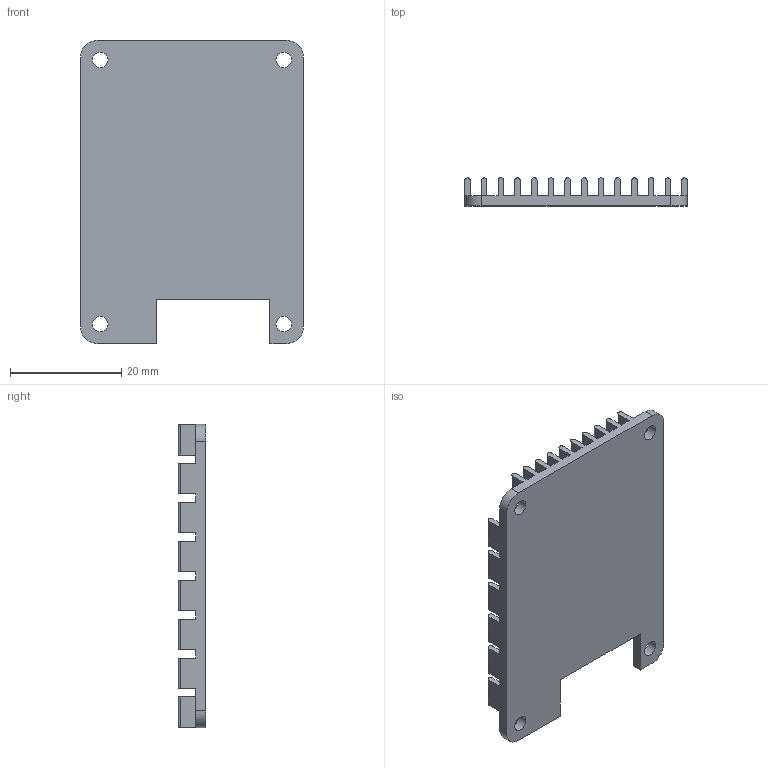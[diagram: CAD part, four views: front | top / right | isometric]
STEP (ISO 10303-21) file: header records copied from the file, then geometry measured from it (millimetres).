
FILE_DESCRIPTION (( 'STEP AP214' ), '1' );
FILE_NAME ('RPI-CM4-HEATSINK-40x54_5x5.STEP', '2025-04-03T10:00:23', ( '' ), ( '' ), 'SwSTEP 2.0', 'SolidWorks 2023', '' );
FILE_SCHEMA (( 'AUTOMOTIVE_DESIGN' ));
Length unit declared in the file: millimetre
Products named in the file (1): RPI-CM4-HEATSINK-40x54_5x5
Bounding box: 40 x 5 x 54.5 mm (x, y, z)
Volume: 5201.7 mm3; surface area: 8137.2 mm2
Topology: 1 solids, 1 shells, 572 faces, 1514 edges, 1009 vertices
Faces by surface type: plane 366, cylinder 206
Entity records: 17781 total; most frequent: CARTESIAN_POINT 3096, DIRECTION 3072, ORIENTED_EDGE 3028, EDGE_CURVE 1514, VECTOR 1102, LINE 1102, VERTEX_POINT 1009, AXIS2_PLACEMENT_3D 985
